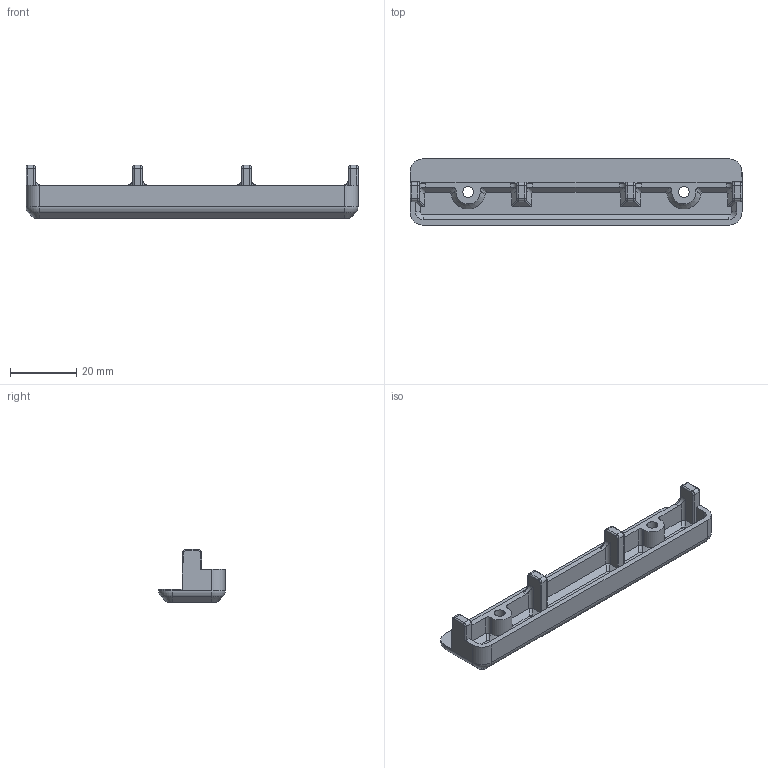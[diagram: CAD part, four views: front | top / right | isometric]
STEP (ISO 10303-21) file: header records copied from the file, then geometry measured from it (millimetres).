
FILE_DESCRIPTION (( 'STEP AP214' ), '1' );
FILE_NAME ('Front_6mm_Panel_Slide_Clips_L100mm.STEP', '2023-01-21T22:57:46', ( '' ), ( '' ), 'SwSTEP 2.0', 'SolidWorks 2023', '' );
FILE_SCHEMA (( 'AUTOMOTIVE_DESIGN' ));
Length unit declared in the file: millimetre
Products named in the file (1): Front_6mm_Panel_Slide_Clips_L100mm
Bounding box: 100 x 20 x 16 mm (x, y, z)
Volume: 9048.9 mm3; surface area: 8008.4 mm2
Topology: 1 solids, 1 shells, 226 faces, 584 edges, 360 vertices
Faces by surface type: cylinder 90, plane 84, torus 28, cone 12, bspline 12
Entity records: 7411 total; most frequent: CARTESIAN_POINT 2073, ORIENTED_EDGE 1168, DIRECTION 1082, EDGE_CURVE 584, AXIS2_PLACEMENT_3D 393, VERTEX_POINT 360, VECTOR 296, LINE 296
